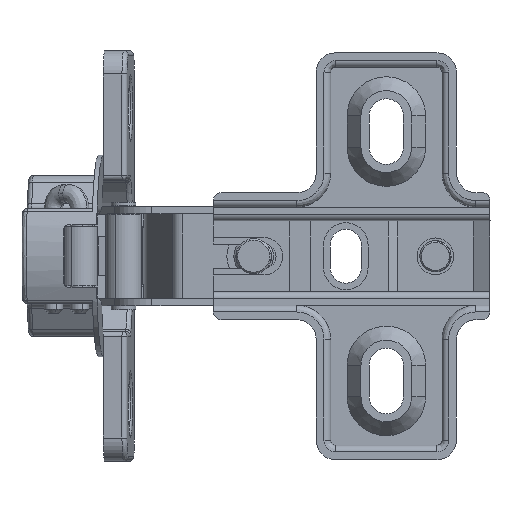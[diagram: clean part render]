
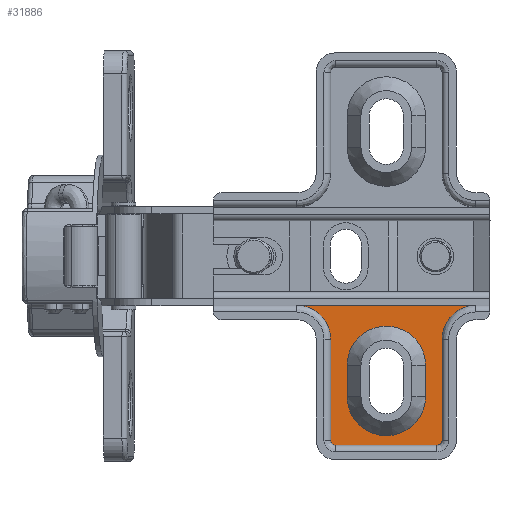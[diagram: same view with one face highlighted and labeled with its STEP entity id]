
A CAD part, front view. The second image highlights one B-rep face of the part: STEP entity #31886.
In plain terms, the highlighted face is planar.
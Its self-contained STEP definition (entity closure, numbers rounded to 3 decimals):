
#208 = EDGE_LOOP ( 'NONE', ( #5254, #28388, #16716, #7642 ) ) ;
#534 = CARTESIAN_POINT ( 'NONE',  ( -6.931, 15.275, 2.65 ) ) ;
#989 = DIRECTION ( 'NONE',  ( 0., 0., -1. ) ) ;
#1221 = CARTESIAN_POINT ( 'NONE',  ( 9.6, 6.3, 2.65 ) ) ;
#1435 = CARTESIAN_POINT ( 'NONE',  ( 3.131, 14., 2.65 ) ) ;
#1474 = CIRCLE ( 'NONE', #19740, 4.35 ) ;
#2023 = CARTESIAN_POINT ( 'NONE',  ( -9.05, 15.275, 2.65 ) ) ;
#2167 = EDGE_CURVE ( 'NONE', #27422, #9430, #7893, .T. ) ;
#2689 = DIRECTION ( 'NONE',  ( 0., 1., 0. ) ) ;
#2816 = VECTOR ( 'NONE', #17839, 1000. ) ;
#3052 = AXIS2_PLACEMENT_3D ( 'NONE', #30286, #28152, #5271 ) ;
#3229 = VERTEX_POINT ( 'NONE', #31926 ) ;
#3277 = DIRECTION ( 'NONE',  ( 1., 0., 0. ) ) ;
#4012 = CARTESIAN_POINT ( 'NONE',  ( 5.25, 23.6, 2.65 ) ) ;
#4223 = LINE ( 'NONE', #9609, #22125 ) ;
#4656 = PLANE ( 'NONE',  #21847 ) ;
#4876 = VERTEX_POINT ( 'NONE', #4012 ) ;
#5254 = ORIENTED_EDGE ( 'NONE', *, *, #8616, .F. ) ;
#5271 = DIRECTION ( 'NONE',  ( -1., 0., 0. ) ) ;
#5568 = CARTESIAN_POINT ( 'NONE',  ( -1.9, 18., 2.65 ) ) ;
#5898 = DIRECTION ( 'NONE',  ( -1., 0., 0. ) ) ;
#6136 = CIRCLE ( 'NONE', #17622, 5.031 ) ;
#6162 = EDGE_CURVE ( 'NONE', #29919, #24494, #12646, .T. ) ;
#7279 = CARTESIAN_POINT ( 'NONE',  ( -13.538, 6.3, 2.65 ) ) ;
#7642 = ORIENTED_EDGE ( 'NONE', *, *, #8147, .F. ) ;
#7760 = DIRECTION ( 'NONE',  ( 0., 0., 1. ) ) ;
#7893 = LINE ( 'NONE', #25180, #22775 ) ;
#8147 = EDGE_CURVE ( 'NONE', #3229, #28761, #13277, .T. ) ;
#8616 = EDGE_CURVE ( 'NONE', #28758, #3229, #22722, .T. ) ;
#9430 = VERTEX_POINT ( 'NONE', #1221 ) ;
#9609 = CARTESIAN_POINT ( 'NONE',  ( 3.131, 15.275, 2.65 ) ) ;
#10286 = VECTOR ( 'NONE', #15426, 1000. ) ;
#11035 = EDGE_CURVE ( 'NONE', #24185, #26055, #24223, .T. ) ;
#11207 = EDGE_CURVE ( 'NONE', #12784, #28758, #6136, .T. ) ;
#11914 = CARTESIAN_POINT ( 'NONE',  ( -8.4, 23.6, 2.65 ) ) ;
#11996 = ORIENTED_EDGE ( 'NONE', *, *, #2167, .F. ) ;
#12116 = EDGE_CURVE ( 'NONE', #26055, #27422, #1474, .T. ) ;
#12646 = LINE ( 'NONE', #14941, #10286 ) ;
#12776 = DIRECTION ( 'NONE',  ( 0., 0., -1. ) ) ;
#12784 = VERTEX_POINT ( 'NONE', #1435 ) ;
#13277 = CIRCLE ( 'NONE', #17456, 5.031 ) ;
#13300 = ORIENTED_EDGE ( 'NONE', *, *, #27288, .F. ) ;
#13721 = CARTESIAN_POINT ( 'NONE',  ( -13.4, 10.65, 2.65 ) ) ;
#14518 = AXIS2_PLACEMENT_3D ( 'NONE', #15699, #30439, #22723 ) ;
#14941 = CARTESIAN_POINT ( 'NONE',  ( -1.9, 24.25, 2.65 ) ) ;
#14946 = EDGE_CURVE ( 'NONE', #28761, #12784, #4223, .T. ) ;
#15426 = DIRECTION ( 'NONE',  ( -1., 0., 0. ) ) ;
#15699 = CARTESIAN_POINT ( 'NONE',  ( 4.6, 23.6, 2.65 ) ) ;
#16180 = DIRECTION ( 'NONE',  ( 0., 0., -1. ) ) ;
#16294 = CARTESIAN_POINT ( 'NONE',  ( 4.6, 24.25, 2.65 ) ) ;
#16342 = EDGE_CURVE ( 'NONE', #24494, #24185, #19703, .T. ) ;
#16458 = DIRECTION ( 'NONE',  ( 0., -1., 0. ) ) ;
#16535 = DIRECTION ( 'NONE',  ( 0., -1., 0. ) ) ;
#16716 = ORIENTED_EDGE ( 'NONE', *, *, #14946, .F. ) ;
#16895 = CARTESIAN_POINT ( 'NONE',  ( -6.931, 14., 2.65 ) ) ;
#17113 = CARTESIAN_POINT ( 'NONE',  ( -8.4, 24.25, 2.65 ) ) ;
#17456 = AXIS2_PLACEMENT_3D ( 'NONE', #5568, #989, #28277 ) ;
#17622 = AXIS2_PLACEMENT_3D ( 'NONE', #27682, #12776, #22735 ) ;
#17714 = DIRECTION ( 'NONE',  ( 1., 0., 0. ) ) ;
#17839 = DIRECTION ( 'NONE',  ( 0., 1., 0. ) ) ;
#18608 = VECTOR ( 'NONE', #2689, 1000. ) ;
#19223 = ORIENTED_EDGE ( 'NONE', *, *, #22946, .F. ) ;
#19497 = FACE_OUTER_BOUND ( 'NONE', #21517, .T. ) ;
#19521 = ORIENTED_EDGE ( 'NONE', *, *, #11035, .F. ) ;
#19703 = CIRCLE ( 'NONE', #23844, 0.65 ) ;
#19740 = AXIS2_PLACEMENT_3D ( 'NONE', #13721, #16180, #5898 ) ;
#20018 = ORIENTED_EDGE ( 'NONE', *, *, #6162, .F. ) ;
#20157 = CARTESIAN_POINT ( 'NONE',  ( 5.25, 15.275, 2.65 ) ) ;
#21223 = CARTESIAN_POINT ( 'NONE',  ( -13.4, 6.3, 2.65 ) ) ;
#21517 = EDGE_LOOP ( 'NONE', ( #11996, #24506, #19521, #23314, #20018, #19223, #13300, #25410 ) ) ;
#21822 = CARTESIAN_POINT ( 'NONE',  ( 3.131, 18., 2.65 ) ) ;
#21847 = AXIS2_PLACEMENT_3D ( 'NONE', #7279, #7760, #17714 ) ;
#22125 = VECTOR ( 'NONE', #16458, 1000. ) ;
#22441 = FACE_BOUND ( 'NONE', #208, .T. ) ;
#22722 = LINE ( 'NONE', #534, #2816 ) ;
#22723 = DIRECTION ( 'NONE',  ( -1., 0., 0. ) ) ;
#22735 = DIRECTION ( 'NONE',  ( 1., 0., 0. ) ) ;
#22775 = VECTOR ( 'NONE', #3277, 1000. ) ;
#22918 = EDGE_CURVE ( 'NONE', #30814, #9430, #24435, .T. ) ;
#22946 = EDGE_CURVE ( 'NONE', #4876, #29919, #28613, .T. ) ;
#23314 = ORIENTED_EDGE ( 'NONE', *, *, #16342, .F. ) ;
#23844 = AXIS2_PLACEMENT_3D ( 'NONE', #11914, #26630, #26775 ) ;
#24185 = VERTEX_POINT ( 'NONE', #26523 ) ;
#24223 = LINE ( 'NONE', #2023, #31723 ) ;
#24435 = CIRCLE ( 'NONE', #3052, 4.35 ) ;
#24494 = VERTEX_POINT ( 'NONE', #17113 ) ;
#24506 = ORIENTED_EDGE ( 'NONE', *, *, #12116, .F. ) ;
#24909 = LINE ( 'NONE', #20157, #18608 ) ;
#25180 = CARTESIAN_POINT ( 'NONE',  ( -6.35, 6.3, 2.65 ) ) ;
#25410 = ORIENTED_EDGE ( 'NONE', *, *, #22918, .T. ) ;
#26055 = VERTEX_POINT ( 'NONE', #26470 ) ;
#26470 = CARTESIAN_POINT ( 'NONE',  ( -9.05, 10.65, 2.65 ) ) ;
#26523 = CARTESIAN_POINT ( 'NONE',  ( -9.05, 23.6, 2.65 ) ) ;
#26630 = DIRECTION ( 'NONE',  ( 0., 0., 1. ) ) ;
#26775 = DIRECTION ( 'NONE',  ( -1., 0., 0. ) ) ;
#27288 = EDGE_CURVE ( 'NONE', #30814, #4876, #24909, .T. ) ;
#27422 = VERTEX_POINT ( 'NONE', #21223 ) ;
#27682 = CARTESIAN_POINT ( 'NONE',  ( -1.9, 14., 2.65 ) ) ;
#28152 = DIRECTION ( 'NONE',  ( 0., 0., 1. ) ) ;
#28277 = DIRECTION ( 'NONE',  ( 1., 0., 0. ) ) ;
#28388 = ORIENTED_EDGE ( 'NONE', *, *, #11207, .F. ) ;
#28613 = CIRCLE ( 'NONE', #14518, 0.65 ) ;
#28758 = VERTEX_POINT ( 'NONE', #16895 ) ;
#28761 = VERTEX_POINT ( 'NONE', #21822 ) ;
#29919 = VERTEX_POINT ( 'NONE', #16294 ) ;
#30286 = CARTESIAN_POINT ( 'NONE',  ( 9.6, 10.65, 2.65 ) ) ;
#30420 = CARTESIAN_POINT ( 'NONE',  ( 5.25, 10.65, 2.65 ) ) ;
#30439 = DIRECTION ( 'NONE',  ( 0., 0., 1. ) ) ;
#30814 = VERTEX_POINT ( 'NONE', #30420 ) ;
#31723 = VECTOR ( 'NONE', #16535, 1000. ) ;
#31886 = ADVANCED_FACE ( 'NONE', ( #22441, #19497 ), #4656, .F. ) ;
#31926 = CARTESIAN_POINT ( 'NONE',  ( -6.931, 18., 2.65 ) ) ;
